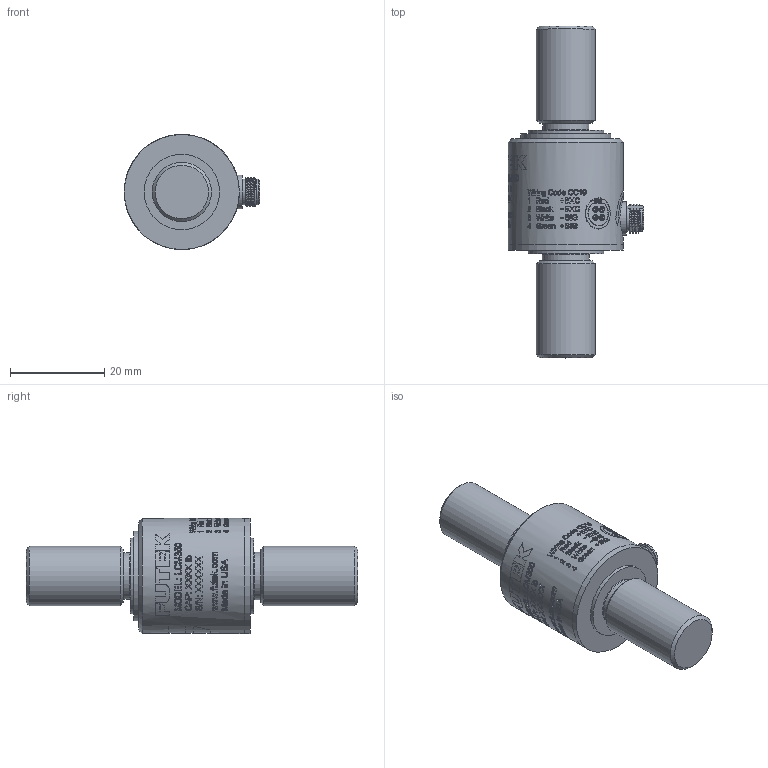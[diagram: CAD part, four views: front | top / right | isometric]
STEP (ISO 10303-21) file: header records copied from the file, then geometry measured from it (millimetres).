
FILE_DESCRIPTION(/* description */ ('LCM350 , 3D Model , Simplified , Connectorized'),/* implementation_level */ '2;1');
FILE_NAME(/* name */ 'LCM350.stp',/* time_stamp */ '2022-04-25T11:51:50-07:00',/* author */ ('S. MICHEL'),/* organization */ (''),/* preprocessor_version */ 'ST-DEVELOPER v18.1',/* originating_system */ 'Autodesk Inventor 2022',/* authorisation */ '');
FILE_SCHEMA (('AUTOMOTIVE_DESIGN { 1 0 10303 214 3 1 1 }'));
Products named in the file (1): LCM350
Bounding box: 28.7 x 70.36 x 24.38 mm (x, y, z)
Volume: 16972.3 mm3; surface area: 5023.8 mm2
Topology: 1 solids, 1 shells, 2270 faces, 5812 edges, 3743 vertices
Faces by surface type: bspline 1109, plane 720, cylinder 331, torus 59, sphere 32, cone 19
Full cylindrical faces by diameter (mm): 0.32 x4, 0.635 x1, 0.846 x4, 0.864 x4, 5.436 x1, 7.112 x1, 8.255 x1, 9.77 x1, 10.024 x1, 12.564 x2, 16.002 x2, 19.05 x1, 24.384 x2
Entity records: 94042 total; most frequent: CARTESIAN_POINT 44790, ORIENTED_EDGE 11616, DIRECTION 7313, EDGE_CURVE 5808, VERTEX_POINT 3743, AXIS2_PLACEMENT_3D 2476, EDGE_LOOP 2473, LINE 2361
